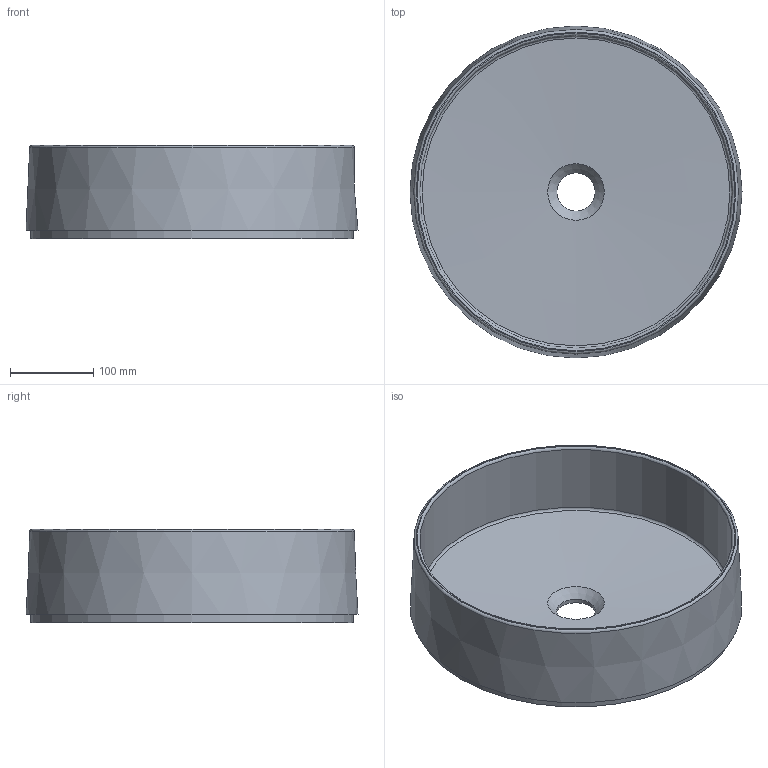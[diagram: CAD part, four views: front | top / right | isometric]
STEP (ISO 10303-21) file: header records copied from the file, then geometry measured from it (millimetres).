
FILE_DESCRIPTION(/* description */ (''),/* implementation_level */ '2;1');
FILE_NAME(/* name */ '400-1',/* time_stamp */ '2021-07-27T10:06:49+08:00',/* author */ (''),/* organization */ (''),/* preprocessor_version */ 'ST-DEVELOPER v9',/* originating_system */ 'UGS - NX 4.0',/* authorisation */ '');
FILE_SCHEMA (('CONFIG_CONTROL_DESIGN'));
Length unit declared in the file: millimetre
Products named in the file (1): Admi80E8vqto
Bounding box: 399.11 x 399.11 x 112 mm (x, y, z)
Volume: 3291302.4 mm3; surface area: 484614.7 mm2
Topology: 1 solids, 1 shells, 12 faces, 23 edges, 14 vertices
Faces by surface type: plane 3, torus 3, cone 3, cylinder 3
Full cylindrical faces by diameter (mm): 46 x1, 376.024 x1, 388.024 x1
Entity records: 334 total; most frequent: DIRECTION 50, CARTESIAN_POINT 37, AXIS2_PLACEMENT_3D 25, EDGE_LOOP 24, ORIENTED_EDGE 24, FACE_BOUND 18, ADVANCED_FACE 12, VERTEX_POINT 12
